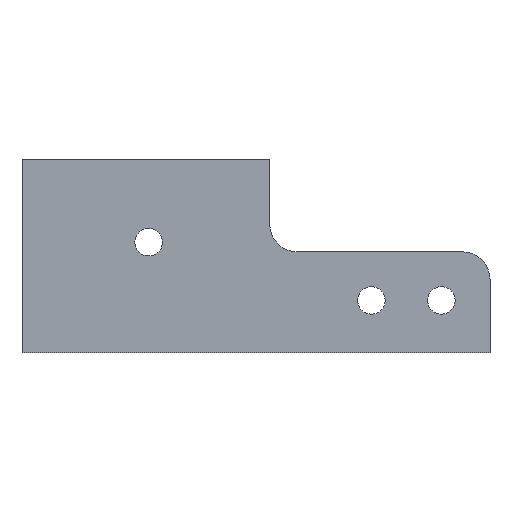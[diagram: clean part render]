
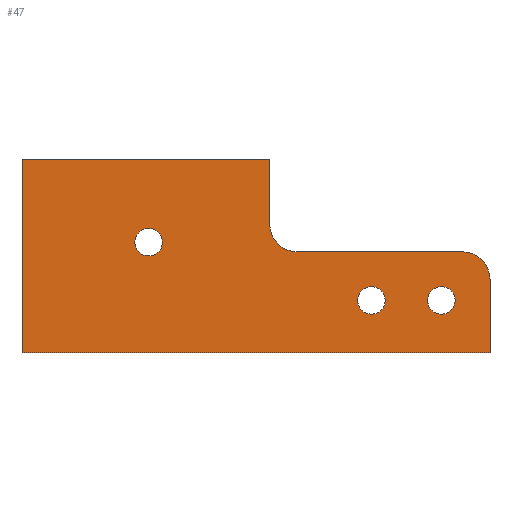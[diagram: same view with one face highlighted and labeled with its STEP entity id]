
A CAD part, left-side view. The second image highlights one B-rep face of the part: STEP entity #47.
In plain terms, the highlighted planar face has unit normal (-1, 0, 0).
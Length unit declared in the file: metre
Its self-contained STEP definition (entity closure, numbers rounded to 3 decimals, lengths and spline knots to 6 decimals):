
#47 = ADVANCED_FACE( '', ( #99, #100, #101, #102 ), #103, .T. );
#99 = FACE_BOUND( '', #154, .T. );
#100 = FACE_BOUND( '', #155, .T. );
#101 = FACE_BOUND( '', #156, .T. );
#102 = FACE_OUTER_BOUND( '', #157, .T. );
#103 = PLANE( '', #158 );
#154 = EDGE_LOOP( '', ( #229 ) );
#155 = EDGE_LOOP( '', ( #230 ) );
#156 = EDGE_LOOP( '', ( #231 ) );
#157 = EDGE_LOOP( '', ( #232, #233, #234, #235, #236, #237, #238, #239 ) );
#158 = AXIS2_PLACEMENT_3D( '', #240, #241, #242 );
#229 = ORIENTED_EDGE( '', *, *, #321, .F. );
#230 = ORIENTED_EDGE( '', *, *, #319, .F. );
#231 = ORIENTED_EDGE( '', *, *, #322, .F. );
#232 = ORIENTED_EDGE( '', *, *, #303, .T. );
#233 = ORIENTED_EDGE( '', *, *, #308, .T. );
#234 = ORIENTED_EDGE( '', *, *, #323, .T. );
#235 = ORIENTED_EDGE( '', *, *, #324, .T. );
#236 = ORIENTED_EDGE( '', *, *, #325, .F. );
#237 = ORIENTED_EDGE( '', *, *, #326, .T. );
#238 = ORIENTED_EDGE( '', *, *, #298, .F. );
#239 = ORIENTED_EDGE( '', *, *, #327, .T. );
#240 = CARTESIAN_POINT( '', ( -0.258175, 0.029, 0.191 ) );
#241 = DIRECTION( '', ( -1., 0., 0. ) );
#242 = DIRECTION( '', ( 0., -1., 0. ) );
#298 = EDGE_CURVE( '', #342, #344, #345, .T. );
#303 = EDGE_CURVE( '', #353, #351, #354, .T. );
#308 = EDGE_CURVE( '', #351, #359, #361, .T. );
#319 = EDGE_CURVE( '', #378, #378, #379, .T. );
#321 = EDGE_CURVE( '', #381, #381, #382, .T. );
#322 = EDGE_CURVE( '', #383, #383, #384, .T. );
#323 = EDGE_CURVE( '', #359, #385, #386, .T. );
#324 = EDGE_CURVE( '', #385, #387, #388, .T. );
#325 = EDGE_CURVE( '', #389, #387, #390, .T. );
#326 = EDGE_CURVE( '', #389, #344, #391, .T. );
#327 = EDGE_CURVE( '', #342, #353, #392, .T. );
#342 = VERTEX_POINT( '', #408 );
#344 = VERTEX_POINT( '', #411 );
#345 = LINE( '', #412, #413 );
#351 = VERTEX_POINT( '', #421 );
#353 = VERTEX_POINT( '', #424 );
#354 = LINE( '', #425, #426 );
#359 = VERTEX_POINT( '', #433 );
#361 = LINE( '', #436, #437 );
#378 = VERTEX_POINT( '', #457 );
#379 = CIRCLE( '', #458, 0.0025 );
#381 = VERTEX_POINT( '', #460 );
#382 = CIRCLE( '', #461, 0.0025 );
#383 = VERTEX_POINT( '', #462 );
#384 = CIRCLE( '', #463, 0.0025 );
#385 = VERTEX_POINT( '', #464 );
#386 = CIRCLE( '', #465, 0.005 );
#387 = VERTEX_POINT( '', #466 );
#388 = LINE( '', #467, #468 );
#389 = VERTEX_POINT( '', #469 );
#390 = CIRCLE( '', #470, 0.005 );
#391 = LINE( '', #471, #472 );
#392 = LINE( '', #473, #474 );
#408 = CARTESIAN_POINT( '', ( -0.258175, 0.308, 0.205858 ) );
#411 = CARTESIAN_POINT( '', ( -0.258175, 0.263, 0.205858 ) );
#412 = CARTESIAN_POINT( '', ( -0.258175, 0.2855, 0.205858 ) );
#413 = VECTOR( '', #490, 1. );
#421 = CARTESIAN_POINT( '', ( -0.258175, 0.223, 0.170624 ) );
#424 = CARTESIAN_POINT( '', ( -0.258175, 0.308, 0.170624 ) );
#425 = CARTESIAN_POINT( '', ( -0.258175, 0.2655, 0.170624 ) );
#426 = VECTOR( '', #494, 1. );
#433 = CARTESIAN_POINT( '', ( -0.258175, 0.223, 0.184 ) );
#436 = CARTESIAN_POINT( '', ( -0.258175, 0.223, 0.177312 ) );
#437 = VECTOR( '', #498, 1. );
#457 = CARTESIAN_POINT( '', ( -0.258175, 0.231834, 0.182671 ) );
#458 = AXIS2_PLACEMENT_3D( '', #517, #518, #519 );
#460 = CARTESIAN_POINT( '', ( -0.258175, 0.285, 0.193246 ) );
#461 = AXIS2_PLACEMENT_3D( '', #520, #521, #522 );
#462 = CARTESIAN_POINT( '', ( -0.258175, 0.244534, 0.182671 ) );
#463 = AXIS2_PLACEMENT_3D( '', #523, #524, #525 );
#464 = CARTESIAN_POINT( '', ( -0.258175, 0.228, 0.189 ) );
#465 = AXIS2_PLACEMENT_3D( '', #526, #527, #528 );
#466 = CARTESIAN_POINT( '', ( -0.258175, 0.258, 0.189 ) );
#467 = CARTESIAN_POINT( '', ( -0.258175, 0.243, 0.189 ) );
#468 = VECTOR( '', #529, 1. );
#469 = CARTESIAN_POINT( '', ( -0.258175, 0.263, 0.194 ) );
#470 = AXIS2_PLACEMENT_3D( '', #530, #531, #532 );
#471 = CARTESIAN_POINT( '', ( -0.258175, 0.263, 0.199929 ) );
#472 = VECTOR( '', #533, 1. );
#473 = CARTESIAN_POINT( '', ( -0.258175, 0.308, 0.188241 ) );
#474 = VECTOR( '', #534, 1. );
#490 = DIRECTION( '', ( 0., -1., 0. ) );
#494 = DIRECTION( '', ( 0., -1., 0. ) );
#498 = DIRECTION( '', ( 0., 0., 1. ) );
#517 = CARTESIAN_POINT( '', ( -0.258175, 0.231834, 0.180171 ) );
#518 = DIRECTION( '', ( -1., 0., 0. ) );
#519 = DIRECTION( '', ( 0., 0., 1. ) );
#520 = CARTESIAN_POINT( '', ( -0.258175, 0.285, 0.190746 ) );
#521 = DIRECTION( '', ( -1., 0., 0. ) );
#522 = DIRECTION( '', ( 0., 0., 1. ) );
#523 = CARTESIAN_POINT( '', ( -0.258175, 0.244534, 0.180171 ) );
#524 = DIRECTION( '', ( -1., 0., 0. ) );
#525 = DIRECTION( '', ( 0., 0., 1. ) );
#526 = CARTESIAN_POINT( '', ( -0.258175, 0.228, 0.184 ) );
#527 = DIRECTION( '', ( -1., 0., 0. ) );
#528 = DIRECTION( '', ( 0., 0., 1. ) );
#529 = DIRECTION( '', ( 0., 1., 0. ) );
#530 = CARTESIAN_POINT( '', ( -0.258175, 0.258, 0.194 ) );
#531 = DIRECTION( '', ( -1., 0., 0. ) );
#532 = DIRECTION( '', ( 0., 0., 1. ) );
#533 = DIRECTION( '', ( 0., 0., 1. ) );
#534 = DIRECTION( '', ( 0., 0., -1. ) );
